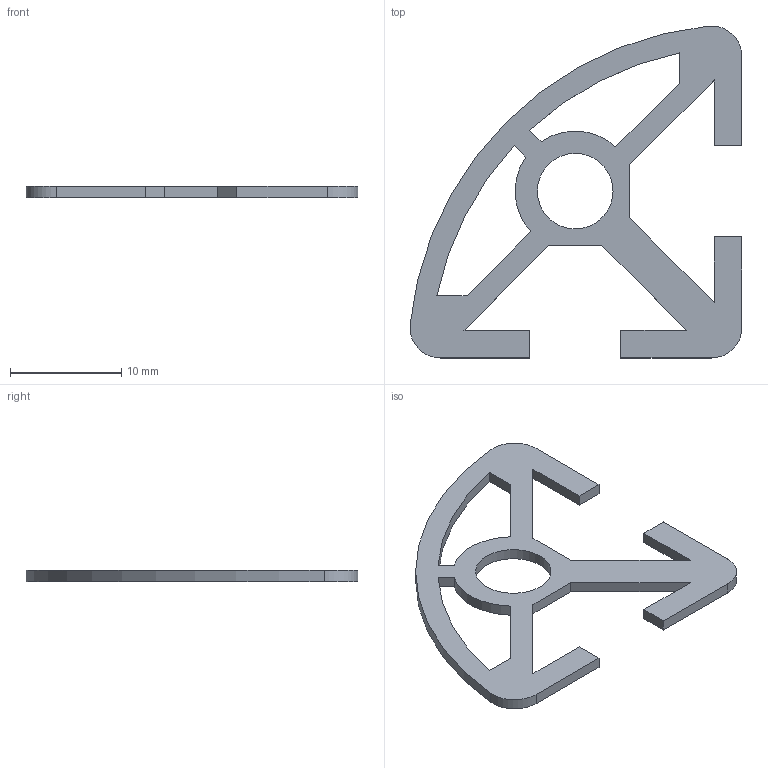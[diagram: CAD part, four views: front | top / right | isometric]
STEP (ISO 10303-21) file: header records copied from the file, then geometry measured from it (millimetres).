
FILE_DESCRIPTION((''),'2;1');
FILE_NAME('SP160_extern.ipt.step','2007-09-10T15:09:14',(''),(''),'Autodesk Inventor 11','Autodesk Inventor 11','');
FILE_SCHEMA(('AUTOMOTIVE_DESIGN { 1 0 10303 214 1 1 1 1 }'));
Length unit declared in the file: millimetre
Products named in the file (1): SP160_extern
Bounding box: 29.85 x 29.85 x 1 mm (x, y, z)
Volume: 329 mm3; surface area: 922.4 mm2
Topology: 1 solids, 1 shells, 35 faces, 100 edges, 67 vertices
Faces by surface type: plane 26, cylinder 8, bspline 1
Entity records: 1174 total; most frequent: CARTESIAN_POINT 217, ORIENTED_EDGE 196, DIRECTION 186, EDGE_CURVE 98, VECTOR 80, LINE 80, VERTEX_POINT 66, AXIS2_PLACEMENT_3D 53
